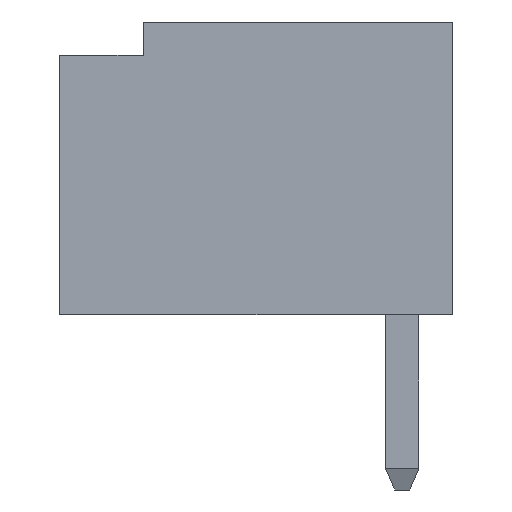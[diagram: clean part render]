
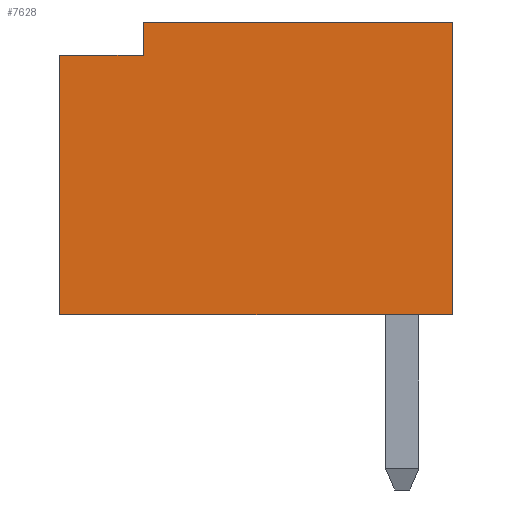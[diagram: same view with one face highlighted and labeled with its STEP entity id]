
A CAD part, left-side view. The second image highlights one B-rep face of the part: STEP entity #7628.
In plain terms, the highlighted planar face has unit normal (-1, 0, 0).
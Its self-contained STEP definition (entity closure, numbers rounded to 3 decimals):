
#5=DIRECTION('',(0.,0.,1.));
#6=VECTOR('',#5,3.5);
#7=CARTESIAN_POINT('',(-9.,0.,-1.75));
#8=LINE('',#7,#6);
#57=DIRECTION('',(0.,1.,0.));
#58=VECTOR('',#57,3.7);
#59=CARTESIAN_POINT('',(-9.,0.,1.75));
#60=LINE('',#59,#58);
#929=DIRECTION('',(0.,0.,1.));
#930=VECTOR('',#929,3.1);
#931=CARTESIAN_POINT('',(-9.,4.7,-1.75));
#932=LINE('',#931,#930);
#1057=DIRECTION('',(0.,-1.,0.));
#1058=VECTOR('',#1057,1.);
#1059=CARTESIAN_POINT('',(-9.,4.7,1.35));
#1060=LINE('',#1059,#1058);
#1061=DIRECTION('',(0.,0.,-1.));
#1062=VECTOR('',#1061,0.4);
#1063=CARTESIAN_POINT('',(-9.,3.7,1.75));
#1064=LINE('',#1063,#1062);
#1065=DIRECTION('',(0.,1.,0.));
#1066=VECTOR('',#1065,4.7);
#1067=CARTESIAN_POINT('',(-9.,0.,-1.75));
#1068=LINE('',#1067,#1066);
#5031=CARTESIAN_POINT('',(-9.,0.,-1.75));
#5032=CARTESIAN_POINT('',(-9.,0.,1.75));
#5033=VERTEX_POINT('',#5031);
#5034=VERTEX_POINT('',#5032);
#5053=CARTESIAN_POINT('',(-9.,4.7,-1.75));
#5054=VERTEX_POINT('',#5053);
#5079=CARTESIAN_POINT('',(-9.,4.7,1.35));
#5080=CARTESIAN_POINT('',(-9.,3.7,1.35));
#5081=VERTEX_POINT('',#5079);
#5082=VERTEX_POINT('',#5080);
#5083=CARTESIAN_POINT('',(-9.,3.7,1.75));
#5084=VERTEX_POINT('',#5083);
#7613=CARTESIAN_POINT('',(-9.,0.,-1.75));
#7614=DIRECTION('',(-1.,0.,0.));
#7615=DIRECTION('',(0.,0.,1.));
#7616=AXIS2_PLACEMENT_3D('',#7613,#7614,#7615);
#7617=PLANE('',#7616);
#7619=ORIENTED_EDGE('',*,*,#7618,.T.);
#7620=ORIENTED_EDGE('',*,*,#7602,.F.);
#7621=ORIENTED_EDGE('',*,*,#6653,.F.);
#7622=ORIENTED_EDGE('',*,*,#6596,.F.);
#7624=ORIENTED_EDGE('',*,*,#7623,.T.);
#7625=ORIENTED_EDGE('',*,*,#7464,.T.);
#7626=EDGE_LOOP('',(#7619,#7620,#7621,#7622,#7624,#7625));
#7627=FACE_OUTER_BOUND('',#7626,.F.);
#6596=EDGE_CURVE('',#5033,#5034,#8,.T.);
#6653=EDGE_CURVE('',#5034,#5084,#60,.T.);
#7464=EDGE_CURVE('',#5054,#5081,#932,.T.);
#7602=EDGE_CURVE('',#5084,#5082,#1064,.T.);
#7618=EDGE_CURVE('',#5081,#5082,#1060,.T.);
#7623=EDGE_CURVE('',#5033,#5054,#1068,.T.);
#7628=ADVANCED_FACE('',(#7627),#7617,.T.);
